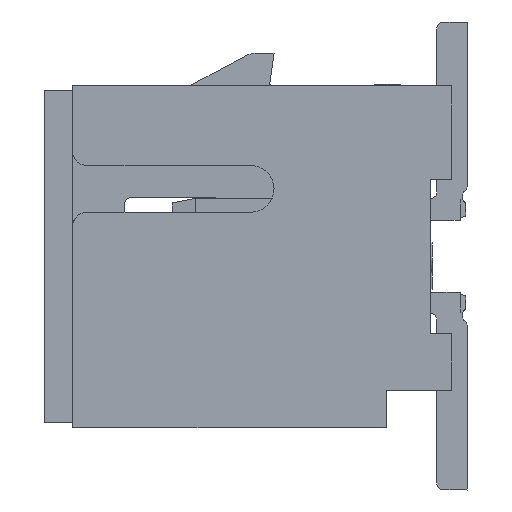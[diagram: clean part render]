
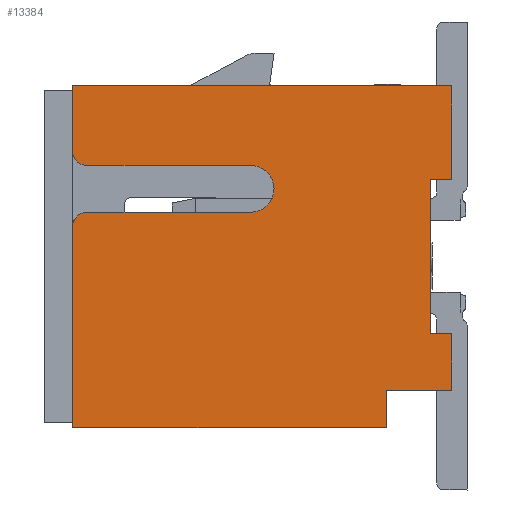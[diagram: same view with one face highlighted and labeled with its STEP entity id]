
A CAD part, left-side view. The second image highlights one B-rep face of the part: STEP entity #13384.
In plain terms, the highlighted planar face has unit normal (-1, 0, 0).
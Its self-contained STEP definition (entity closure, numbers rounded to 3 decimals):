
#169=DIRECTION('',(0.,-1.,0.));
#170=VECTOR('',#169,8.1);
#171=CARTESIAN_POINT('',(-7.,3.9,0.));
#172=LINE('',#171,#170);
#1282=CARTESIAN_POINT('',(-7.,3.6,-3.));
#1283=DIRECTION('',(-1.,0.,0.));
#1284=DIRECTION('',(0.,0.,1.));
#1285=AXIS2_PLACEMENT_3D('',#1282,#1283,#1284);
#1287=DIRECTION('',(0.,1.,0.));
#1288=VECTOR('',#1287,3.5);
#1289=CARTESIAN_POINT('',(-7.,0.1,-2.7));
#1290=LINE('',#1289,#1288);
#1291=CARTESIAN_POINT('',(-7.,0.1,-2.2));
#1292=DIRECTION('',(1.,0.,0.));
#1293=DIRECTION('',(0.,0.,1.));
#1294=AXIS2_PLACEMENT_3D('',#1291,#1292,#1293);
#1296=DIRECTION('',(0.,-1.,0.));
#1297=VECTOR('',#1296,3.5);
#1298=CARTESIAN_POINT('',(-7.,3.6,-1.7));
#1299=LINE('',#1298,#1297);
#1300=CARTESIAN_POINT('',(-7.,3.6,-1.4));
#1301=DIRECTION('',(-1.,0.,0.));
#1302=DIRECTION('',(0.,1.,0.));
#1303=AXIS2_PLACEMENT_3D('',#1300,#1301,#1302);
#1305=DIRECTION('',(0.,0.,-1.));
#1306=VECTOR('',#1305,1.4);
#1307=CARTESIAN_POINT('',(-7.,3.9,0.));
#1308=LINE('',#1307,#1306);
#1309=DIRECTION('',(0.,-1.,0.));
#1310=VECTOR('',#1309,6.7);
#1311=CARTESIAN_POINT('',(-7.,3.9,-7.3));
#1312=LINE('',#1311,#1310);
#1313=DIRECTION('',(0.,0.,-1.));
#1314=VECTOR('',#1313,4.3);
#1315=CARTESIAN_POINT('',(-7.,3.9,-3.));
#1316=LINE('',#1315,#1314);
#1345=DIRECTION('',(0.,0.,-1.));
#1346=VECTOR('',#1345,2.);
#1347=CARTESIAN_POINT('',(-7.,-4.2,0.));
#1348=LINE('',#1347,#1346);
#1655=DIRECTION('',(0.,0.,-1.));
#1656=VECTOR('',#1655,3.3);
#1657=CARTESIAN_POINT('',(-7.,-3.75,-2.));
#1658=LINE('',#1657,#1656);
#1874=DIRECTION('',(0.,1.,0.));
#1875=VECTOR('',#1874,0.45);
#1876=CARTESIAN_POINT('',(-7.,-4.2,-5.3));
#1877=LINE('',#1876,#1875);
#1989=DIRECTION('',(0.,1.,0.));
#1990=VECTOR('',#1989,1.4);
#1991=CARTESIAN_POINT('',(-7.,-4.2,-6.5));
#1992=LINE('',#1991,#1990);
#2104=DIRECTION('',(0.,0.,-1.));
#2105=VECTOR('',#2104,0.8);
#2106=CARTESIAN_POINT('',(-7.,-2.8,-6.5));
#2107=LINE('',#2106,#2105);
#2168=DIRECTION('',(0.,0.,-1.));
#2169=VECTOR('',#2168,1.2);
#2170=CARTESIAN_POINT('',(-7.,-4.2,-5.3));
#2171=LINE('',#2170,#2169);
#5434=DIRECTION('',(0.,-1.,0.));
#5435=VECTOR('',#5434,0.45);
#5436=CARTESIAN_POINT('',(-7.,-3.75,-2.));
#5437=LINE('',#5436,#5435);
#9957=CARTESIAN_POINT('',(-7.,3.9,-7.3));
#9958=VERTEX_POINT('',#9957);
#9959=CARTESIAN_POINT('',(-7.,-2.8,-7.3));
#9960=VERTEX_POINT('',#9959);
#10009=CARTESIAN_POINT('',(-7.,3.9,0.));
#10010=VERTEX_POINT('',#10009);
#10011=CARTESIAN_POINT('',(-7.,3.9,-1.4));
#10012=VERTEX_POINT('',#10011);
#10029=CARTESIAN_POINT('',(-7.,3.9,-3.));
#10031=VERTEX_POINT('',#10029);
#10063=CARTESIAN_POINT('',(-7.,3.6,-2.7));
#10064=VERTEX_POINT('',#10063);
#10065=CARTESIAN_POINT('',(-7.,0.1,-2.7));
#10066=VERTEX_POINT('',#10065);
#10079=CARTESIAN_POINT('',(-7.,0.1,-1.7));
#10080=VERTEX_POINT('',#10079);
#10103=CARTESIAN_POINT('',(-7.,3.6,-1.7));
#10104=VERTEX_POINT('',#10103);
#10105=CARTESIAN_POINT('',(-7.,-4.2,0.));
#10106=VERTEX_POINT('',#10105);
#10107=CARTESIAN_POINT('',(-7.,-4.2,-2.));
#10108=VERTEX_POINT('',#10107);
#10109=CARTESIAN_POINT('',(-7.,-3.75,-2.));
#10110=VERTEX_POINT('',#10109);
#10111=CARTESIAN_POINT('',(-7.,-3.75,-5.3));
#10112=VERTEX_POINT('',#10111);
#10113=CARTESIAN_POINT('',(-7.,-4.2,-5.3));
#10114=VERTEX_POINT('',#10113);
#10115=CARTESIAN_POINT('',(-7.,-4.2,-6.5));
#10116=VERTEX_POINT('',#10115);
#10117=CARTESIAN_POINT('',(-7.,-2.8,-6.5));
#10118=VERTEX_POINT('',#10117);
#13349=CARTESIAN_POINT('',(-7.,-0.15,-3.65));
#13350=DIRECTION('',(1.,0.,0.));
#13351=DIRECTION('',(0.,0.,1.));
#13352=AXIS2_PLACEMENT_3D('',#13349,#13350,#13351);
#13353=PLANE('',#13352);
#13354=ORIENTED_EDGE('',*,*,#13016,.F.);
#13356=ORIENTED_EDGE('',*,*,#13355,.F.);
#13358=ORIENTED_EDGE('',*,*,#13357,.F.);
#13360=ORIENTED_EDGE('',*,*,#13359,.F.);
#13362=ORIENTED_EDGE('',*,*,#13361,.F.);
#13363=ORIENTED_EDGE('',*,*,#13340,.F.);
#13364=ORIENTED_EDGE('',*,*,#11908,.T.);
#13366=ORIENTED_EDGE('',*,*,#13365,.T.);
#13368=ORIENTED_EDGE('',*,*,#13367,.F.);
#13370=ORIENTED_EDGE('',*,*,#13369,.T.);
#13372=ORIENTED_EDGE('',*,*,#13371,.F.);
#13374=ORIENTED_EDGE('',*,*,#13373,.T.);
#13376=ORIENTED_EDGE('',*,*,#13375,.T.);
#13378=ORIENTED_EDGE('',*,*,#13377,.T.);
#13380=ORIENTED_EDGE('',*,*,#13379,.F.);
#13381=ORIENTED_EDGE('',*,*,#12994,.F.);
#13382=EDGE_LOOP('',(#13354,#13356,#13358,#13360,#13362,#13363,#13364,#13366,
#13368,#13370,#13372,#13374,#13376,#13378,#13380,#13381));
#13383=FACE_OUTER_BOUND('',#13382,.F.);
#13384=ADVANCED_FACE('',(#13383),#13353,.F.);
#1286=CIRCLE('',#1285,0.3);
#1295=CIRCLE('',#1294,0.5);
#1304=CIRCLE('',#1303,0.3);
#11908=EDGE_CURVE('',#10010,#10106,#172,.T.);
#12994=EDGE_CURVE('',#10031,#9958,#1316,.T.);
#13016=EDGE_CURVE('',#10064,#10031,#1286,.T.);
#13340=EDGE_CURVE('',#10010,#10012,#1308,.T.);
#13355=EDGE_CURVE('',#10066,#10064,#1290,.T.);
#13357=EDGE_CURVE('',#10080,#10066,#1295,.T.);
#13359=EDGE_CURVE('',#10104,#10080,#1299,.T.);
#13361=EDGE_CURVE('',#10012,#10104,#1304,.T.);
#13365=EDGE_CURVE('',#10106,#10108,#1348,.T.);
#13367=EDGE_CURVE('',#10110,#10108,#5437,.T.);
#13369=EDGE_CURVE('',#10110,#10112,#1658,.T.);
#13371=EDGE_CURVE('',#10114,#10112,#1877,.T.);
#13373=EDGE_CURVE('',#10114,#10116,#2171,.T.);
#13375=EDGE_CURVE('',#10116,#10118,#1992,.T.);
#13377=EDGE_CURVE('',#10118,#9960,#2107,.T.);
#13379=EDGE_CURVE('',#9958,#9960,#1312,.T.);
